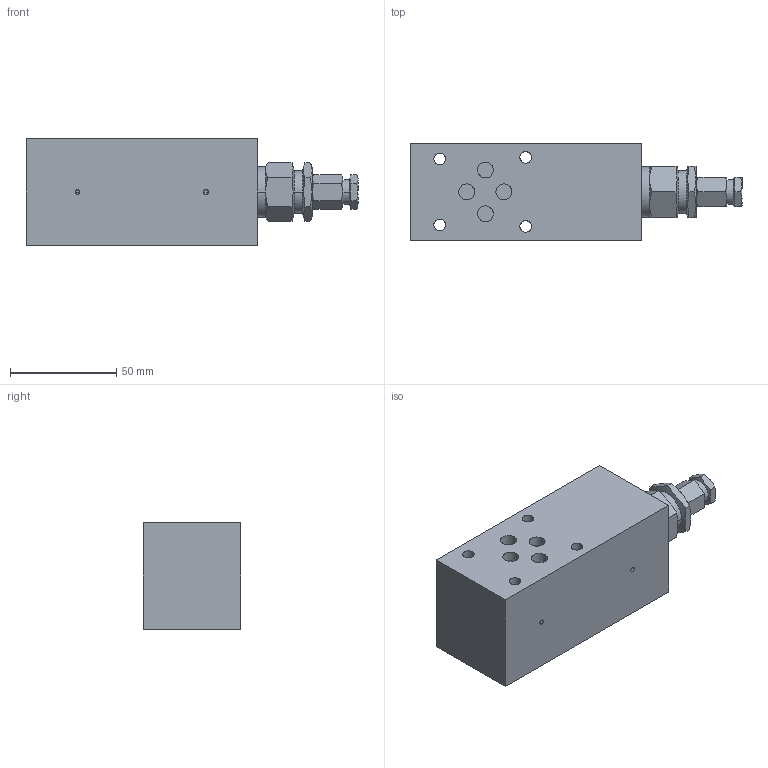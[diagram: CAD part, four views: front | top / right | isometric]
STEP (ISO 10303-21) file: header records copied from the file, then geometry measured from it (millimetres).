
FILE_DESCRIPTION(/* description */ (''),/* implementation_level */ '2;1');
FILE_NAME(/* name */ 'eovm103bz',/* time_stamp */ '2013-06-11T15:53:16+02:00',/* author */ (''),/* organization */ (''),/* preprocessor_version */ 'ST-DEVELOPER v10',/* originating_system */ '',/* authorisation */ '');
FILE_SCHEMA (('CONFIG_CONTROL_DESIGN'));
Length unit declared in the file: millimetre
Products named in the file (1): 1
Bounding box: 156.3 x 46 x 50 mm (x, y, z)
Volume: 257314 mm3; surface area: 34582.6 mm2
Topology: 2 solids, 2 shells, 121 faces, 316 edges, 212 vertices
Faces by surface type: bspline 74, plane 47
Entity records: 4697 total; most frequent: CARTESIAN_POINT 2741, ORIENTED_EDGE 624, EDGE_CURVE 312, VERTEX_POINT 212, B_SPLINE_CURVE_WITH_KNOTS 160, EDGE_LOOP 146, ADVANCED_FACE 121, FACE_OUTER_BOUND 121
